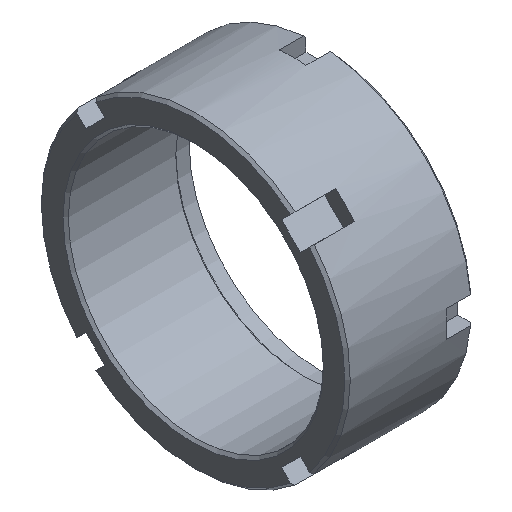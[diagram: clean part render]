
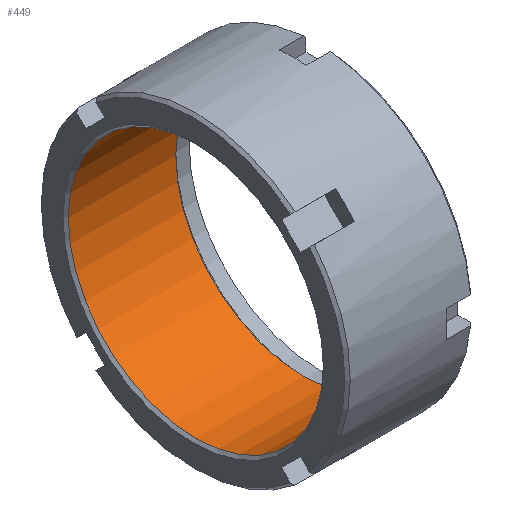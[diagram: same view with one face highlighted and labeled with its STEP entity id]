
A CAD part, isometric view. The second image highlights one B-rep face of the part: STEP entity #449.
In plain terms, the highlighted cylindrical face has radius 47.5 mm (diameter 95 mm), a full revolution.
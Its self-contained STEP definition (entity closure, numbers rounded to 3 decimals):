
#449=ADVANCED_FACE('',(#792,#794),#796,.F.);
#792=FACE_OUTER_BOUND('',#793,.T.);
#793=EDGE_LOOP('',(#1067));
#794=FACE_OUTER_BOUND('',#795,.T.);
#795=EDGE_LOOP('',(#1068));
#796=CYLINDRICAL_SURFACE('',#797,47.5);
#797=AXIS2_PLACEMENT_3D('',#798,#799,#800);
#798=CARTESIAN_POINT('',(-46.,0.,0.));
#799=DIRECTION('',(-1.,0.,0.));
#800=DIRECTION('',(0.,0.,1.));
#1067=ORIENTED_EDGE('',*,*,#1198,.F.);
#1068=ORIENTED_EDGE('',*,*,#1192,.T.);
#1192=EDGE_CURVE('',#1402,#1402,#1403,.T.);
#1198=EDGE_CURVE('',#1410,#1410,#1411,.T.);
#1402=VERTEX_POINT('',#1961);
#1403=CIRCLE('',#1962,47.5);
#1410=VERTEX_POINT('',#1983);
#1411=CIRCLE('',#1984,47.5);
#1961=CARTESIAN_POINT('',(-46.,0.,47.5));
#1962=AXIS2_PLACEMENT_3D('',#1963,#1964,#1965);
#1963=CARTESIAN_POINT('',(-46.,0.,0.));
#1964=DIRECTION('',(-1.,0.,0.));
#1965=DIRECTION('',(0.,0.,1.));
#1983=CARTESIAN_POINT('',(-6.,0.,47.5));
#1984=AXIS2_PLACEMENT_3D('',#1985,#1986,#1987);
#1985=CARTESIAN_POINT('',(-6.,0.,0.));
#1986=DIRECTION('',(-1.,0.,0.));
#1987=DIRECTION('',(0.,0.,1.));
